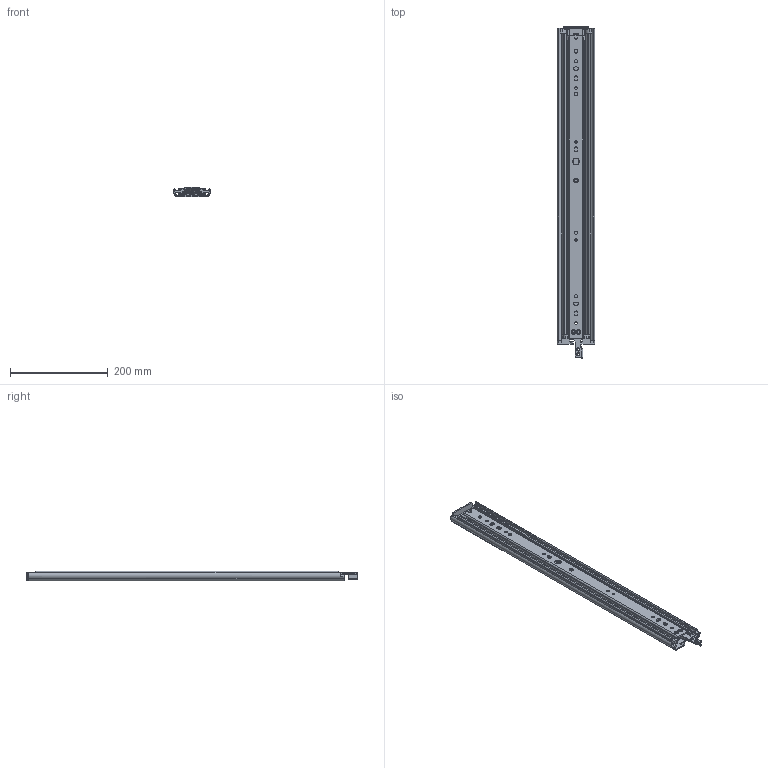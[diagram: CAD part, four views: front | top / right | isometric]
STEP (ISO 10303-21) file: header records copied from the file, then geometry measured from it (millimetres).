
FILE_DESCRIPTION(/* description */ ('TR7619 650 / 660 (19,1mm)'),/* implementation_level */ '2;1');
FILE_NAME(/* name */ '114-S46_00_CLOSED.stp',/* time_stamp */ '2025-10-23T08:37:13+02:00',/* author */ ('r.hartman'),/* organization */ (''),/* preprocessor_version */ 'ST-DEVELOPER v18.1',/* originating_system */ 'Autodesk Inventor 2022',/* authorisation */ '');
FILE_SCHEMA (('AUTOMOTIVE_DESIGN { 1 0 10303 214 3 1 1 }'));
Length unit declared in the file: millimetre
Products named in the file (9): 114-S46; 114-S46_1; 114-S46_2; 114-S46_3; 114-S46_4; 114-S46_5; 114-S46_6; 114-S46_7; 973009
Assembly tree (8 placements, depth 3):
  114-S46
    114-S46_1
    114-S46_2
      114-S46_3
    114-S46_4
      114-S46_5
    114-S46_6
      114-S46_7
      973009
Bounding box: 76.19 x 678 x 19.1 mm (x, y, z)
Volume: 381780.2 mm3; surface area: 318587.5 mm2
Topology: 4 solids, 4 shells, 760 faces, 2105 edges, 1330 vertices
Faces by surface type: cylinder 329, plane 304, bspline 61, torus 42, cone 18, sphere 6
Full cylindrical faces by diameter (mm): 5.2 x8, 5.5 x2, 6.6 x9, 6.7 x1, 8 x2, 13.5 x1, 15 x2
Entity records: 26919 total; most frequent: CARTESIAN_POINT 6897, DIRECTION 4193, ORIENTED_EDGE 4188, EDGE_CURVE 2094, AXIS2_PLACEMENT_3D 1549, VERTEX_POINT 1329, LINE 1095, VECTOR 1095
